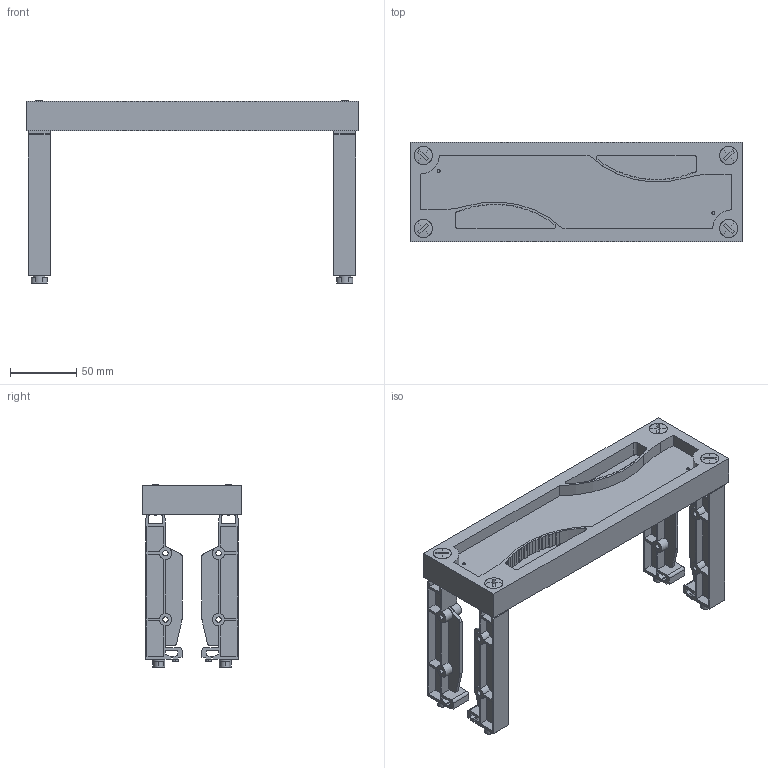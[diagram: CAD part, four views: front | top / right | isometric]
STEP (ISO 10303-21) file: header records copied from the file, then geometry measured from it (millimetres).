
FILE_DESCRIPTION(('STEP AP214'),'1');
FILE_NAME('cctmp_B2B0FAF7-3EF7-4086-B40D-896C89E3B1B7_2023_07_22_14_39_06_0823..stp','2023-07-22T12:39:07',('SIEMENS A&D'),('CADClick - www.CADClick.com'),'Spatial InterOp 3D postprocessed',' ','unknown authorization');
FILE_SCHEMA(('AUTOMOTIVE_DESIGN'));
Length unit declared in the file: millimetre
Products named in the file (10): cc_unnamed; 2023_07_22_14_39_06_0781; 2023_07_22_14_39_06_0777; 2023_07_22_14_39_06_0773; 2023_07_22_14_39_06_0769; 2023_07_22_14_39_06_0765; 2023_07_22_14_39_06_0761; 2023_07_22_14_39_06_0757; 2023_07_22_14_39_06_0753; 2023_07_22_14_39_06_0749
Assembly tree (9 placements, depth 2):
  cc_unnamed
    2023_07_22_14_39_06_0781
    2023_07_22_14_39_06_0777
    2023_07_22_14_39_06_0773
    2023_07_22_14_39_06_0769
    2023_07_22_14_39_06_0765
    2023_07_22_14_39_06_0761
    2023_07_22_14_39_06_0757
    2023_07_22_14_39_06_0753
    2023_07_22_14_39_06_0749
Bounding box: 250 x 75 x 137.23 mm (x, y, z)
Volume: 207010.7 mm3; surface area: 136172.6 mm2
Topology: 9 solids, 9 shells, 880 faces, 2380 edges, 1568 vertices
Faces by surface type: plane 602, cylinder 254, torus 16, cone 8
Entity records: 30940 total; most frequent: CARTESIAN_POINT 5310, ORIENTED_EDGE 4760, DIRECTION 4756, EDGE_CURVE 2380, LINE 1672, VECTOR 1672, VERTEX_POINT 1568, AXIS2_PLACEMENT_3D 1542
